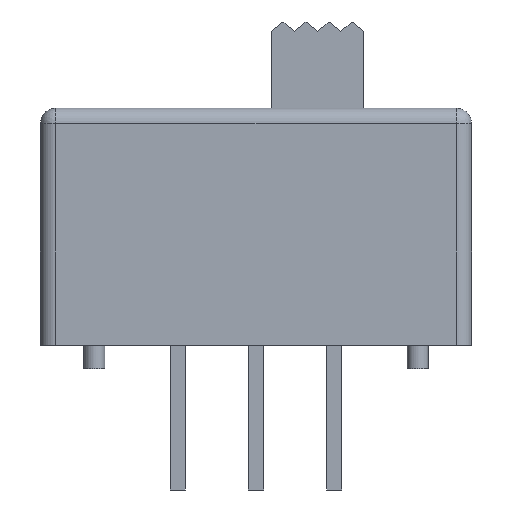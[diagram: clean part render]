
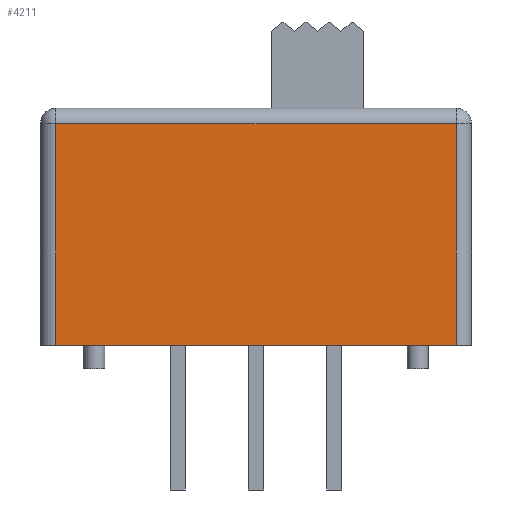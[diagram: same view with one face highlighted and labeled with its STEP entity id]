
A CAD part, front view. The second image highlights one B-rep face of the part: STEP entity #4211.
In plain terms, the highlighted planar face has unit normal (0, -1, 0).
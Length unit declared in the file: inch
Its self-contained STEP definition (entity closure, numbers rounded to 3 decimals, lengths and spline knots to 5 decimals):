
#4107=CARTESIAN_POINT('',(0.25591,-0.15354,0.0));
#4108=VERTEX_POINT('',#4107);
#4116=CARTESIAN_POINT('',(-0.25591,-0.15354,0.0));
#4117=VERTEX_POINT('',#4116);
#4118=CARTESIAN_POINT('',(0.25591,-0.15354,0.0));
#4119=DIRECTION('',(-1.0,0.0,0.0));
#4120=VECTOR('',#4119,0.51181);
#4121=LINE('',#4118,#4120);
#4122=EDGE_CURVE('',#4108,#4117,#4121,.T.);
#4181=CARTESIAN_POINT('',(0.2815,-0.15354,-0.01417));
#4182=DIRECTION('',(0.0,-1.0,0.0));
#4183=DIRECTION('',(0.0,0.0,-1.0));
#4184=AXIS2_PLACEMENT_3D('',#4181,#4182,#4183);
#4185=PLANE('',#4184);
#4186=ORIENTED_EDGE('',*,*,#4122,.F.);
#4187=CARTESIAN_POINT('',(0.25591,-0.15354,0.28346));
#4188=VERTEX_POINT('',#4187);
#4189=CARTESIAN_POINT('',(0.25591,-0.15354,0.0));
#4190=DIRECTION('',(0.0,0.0,1.0));
#4191=VECTOR('',#4190,0.28346);
#4192=LINE('',#4189,#4191);
#4193=EDGE_CURVE('',#4108,#4188,#4192,.T.);
#4194=ORIENTED_EDGE('',*,*,#4193,.T.);
#4195=CARTESIAN_POINT('',(-0.25591,-0.15354,0.28346));
#4196=VERTEX_POINT('',#4195);
#4197=CARTESIAN_POINT('',(-0.25591,-0.15354,0.28346));
#4198=DIRECTION('',(1.0,0.0,0.0));
#4199=VECTOR('',#4198,0.51181);
#4200=LINE('',#4197,#4199);
#4201=EDGE_CURVE('',#4196,#4188,#4200,.T.);
#4202=ORIENTED_EDGE('',*,*,#4201,.F.);
#4203=CARTESIAN_POINT('',(-0.25591,-0.15354,0.0));
#4204=DIRECTION('',(0.0,0.0,1.0));
#4205=VECTOR('',#4204,0.28346);
#4206=LINE('',#4203,#4205);
#4207=EDGE_CURVE('',#4117,#4196,#4206,.T.);
#4208=ORIENTED_EDGE('',*,*,#4207,.F.);
#4209=EDGE_LOOP('',(#4186,#4194,#4202,#4208));
#4210=FACE_OUTER_BOUND('',#4209,.T.);
#4211=ADVANCED_FACE('',(#4210),#4185,.T.);
